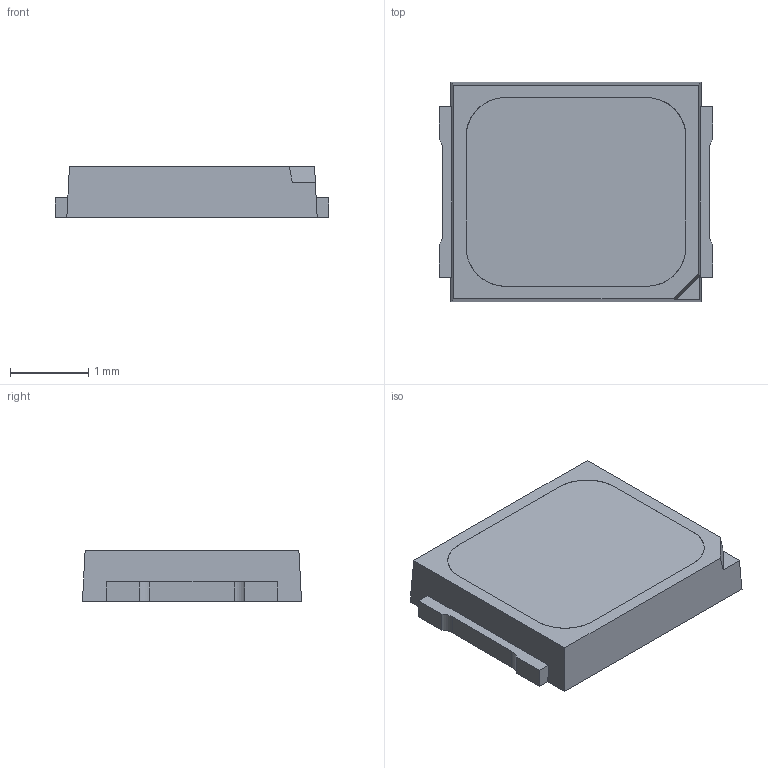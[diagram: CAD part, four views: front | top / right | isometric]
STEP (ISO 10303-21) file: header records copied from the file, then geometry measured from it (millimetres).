
FILE_DESCRIPTION(/* description */ (''),/* implementation_level */ '2;1');
FILE_NAME(/* name */ 'LM281B.stp',/* time_stamp */ '2015-12-17T15:20:10+09:00',/* author */ (''),/* organization */ (''),/* preprocessor_version */ 'ST-DEVELOPER v15',/* originating_system */ 'SIEMENS PLM Software NX 8.5',/* authorisation */ '');
FILE_SCHEMA (('CONFIG_CONTROL_DESIGN'));
Length unit declared in the file: millimetre
Products named in the file (1): SLED-000008167_000
Bounding box: 3.5 x 2.8 x 0.65 mm (x, y, z)
Volume: 5.8 mm3; surface area: 26.5 mm2
Topology: 1 solids, 1 shells, 63 faces, 180 edges, 120 vertices
Faces by surface type: plane 37, cylinder 18, bspline 8
Entity records: 2366 total; most frequent: CARTESIAN_POINT 652, ORIENTED_EDGE 360, DIRECTION 312, EDGE_CURVE 180, LINE 128, VECTOR 128, VERTEX_POINT 120, AXIS2_PLACEMENT_3D 92
